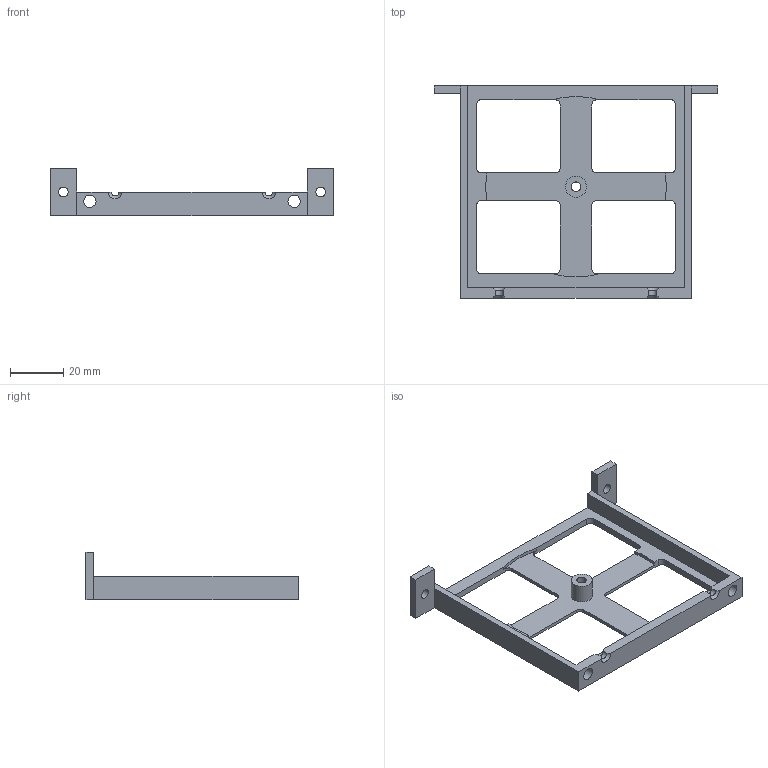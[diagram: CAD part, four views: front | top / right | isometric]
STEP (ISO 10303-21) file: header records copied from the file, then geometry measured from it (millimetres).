
FILE_DESCRIPTION(/* description */ (''),/* implementation_level */ '2;1');
FILE_NAME(/* name */ 'buffer_mount_b_v2.step',/* time_stamp */ '2022-07-01T11:56:19-06:00',/* author */ (''),/* organization */ (''),/* preprocessor_version */ 'ST-DEVELOPER v19',/* originating_system */ 'Autodesk Translation Framework v11.7.0.108',/* authorisation */ '');
FILE_SCHEMA (('AUTOMOTIVE_DESIGN { 1 0 10303 214 3 1 1 }'));
Length unit declared in the file: millimetre
Products named in the file (1): buffer_mount_b
Bounding box: 107 x 80 x 17.8 mm (x, y, z)
Volume: 12679 mm3; surface area: 13117.3 mm2
Topology: 1 solids, 1 shells, 72 faces, 211 edges, 140 vertices
Faces by surface type: plane 39, cylinder 29, cone 4
Full cylindrical faces by diameter (mm): 3.6 x3, 4.639 x3, 8 x1
Entity records: 2470 total; most frequent: CARTESIAN_POINT 424, ORIENTED_EDGE 422, DIRECTION 419, EDGE_CURVE 211, LINE 149, VECTOR 149, VERTEX_POINT 140, AXIS2_PLACEMENT_3D 135
